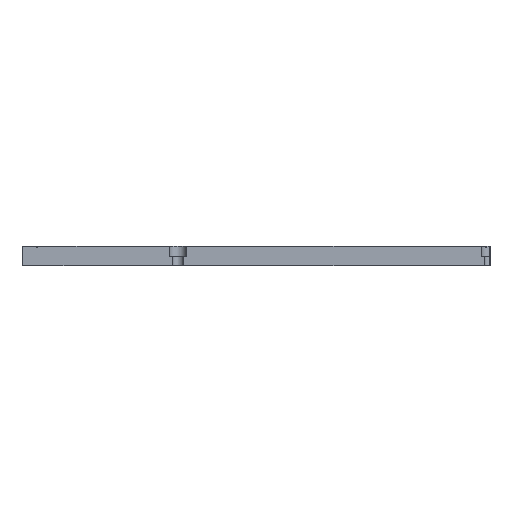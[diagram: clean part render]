
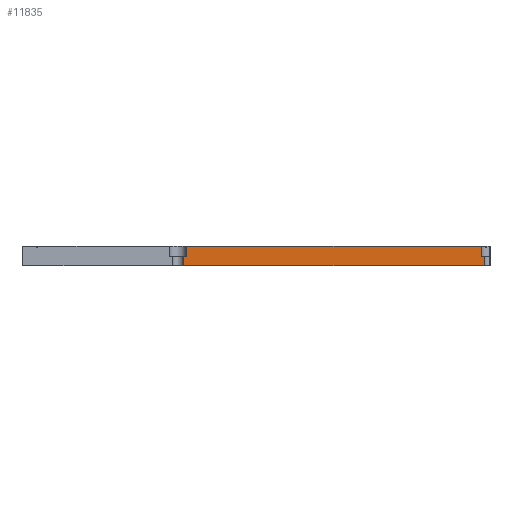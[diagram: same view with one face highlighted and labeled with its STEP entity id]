
A CAD part, left-side view. The second image highlights one B-rep face of the part: STEP entity #11835.
In plain terms, the highlighted planar face has unit normal (-1, 0, 0).
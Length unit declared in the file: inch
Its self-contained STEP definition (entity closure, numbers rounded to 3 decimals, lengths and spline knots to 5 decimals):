
#2497=FACE_OUTER_BOUND('',#3590,.T.);
#3590=EDGE_LOOP('',(#8673,#8674,#8675,#8676,#8677,#8678,#8679,#8680));
#4247=LINE('',#15366,#4657);
#4270=LINE('',#16203,#4680);
#4287=LINE('',#16709,#4697);
#4289=LINE('',#16713,#4699);
#4290=LINE('',#16715,#4700);
#4291=LINE('',#16717,#4701);
#4292=LINE('',#16718,#4702);
#4293=LINE('',#16719,#4703);
#4657=VECTOR('',#13320,0.3937);
#4680=VECTOR('',#13813,0.3937);
#4697=VECTOR('',#14312,0.3937);
#4699=VECTOR('',#14316,0.3937);
#4700=VECTOR('',#14317,0.3937);
#4701=VECTOR('',#14318,0.3937);
#4702=VECTOR('',#14319,0.3937);
#4703=VECTOR('',#14320,0.3937);
#5074=VERTEX_POINT('',#15363);
#5075=VERTEX_POINT('',#15365);
#5349=VERTEX_POINT('',#16200);
#5350=VERTEX_POINT('',#16202);
#5598=VERTEX_POINT('',#16708);
#5599=VERTEX_POINT('',#16712);
#5600=VERTEX_POINT('',#16714);
#5601=VERTEX_POINT('',#16716);
#6295=EDGE_CURVE('',#5074,#5075,#4247,.T.);
#6573=EDGE_CURVE('',#5349,#5350,#4270,.T.);
#6826=EDGE_CURVE('',#5075,#5598,#4287,.T.);
#6828=EDGE_CURVE('',#5599,#5598,#4289,.T.);
#6829=EDGE_CURVE('',#5600,#5074,#4290,.T.);
#6830=EDGE_CURVE('',#5600,#5601,#4291,.T.);
#6831=EDGE_CURVE('',#5350,#5601,#4292,.T.);
#6832=EDGE_CURVE('',#5599,#5349,#4293,.T.);
#8673=ORIENTED_EDGE('',*,*,#6828,.T.);
#8674=ORIENTED_EDGE('',*,*,#6826,.F.);
#8675=ORIENTED_EDGE('',*,*,#6295,.F.);
#8676=ORIENTED_EDGE('',*,*,#6829,.F.);
#8677=ORIENTED_EDGE('',*,*,#6830,.T.);
#8678=ORIENTED_EDGE('',*,*,#6831,.F.);
#8679=ORIENTED_EDGE('',*,*,#6573,.F.);
#8680=ORIENTED_EDGE('',*,*,#6832,.F.);
#11771=PLANE('',#12959);
#11835=ADVANCED_FACE('',(#2497),#11771,.T.);
#12959=AXIS2_PLACEMENT_3D('',#16711,#14314,#14315);
#13320=DIRECTION('',(0.,-1.,0.));
#13813=DIRECTION('',(0.,1.,0.));
#14312=DIRECTION('',(0.,0.,-1.));
#14314=DIRECTION('center_axis',(-1.,0.,0.));
#14315=DIRECTION('ref_axis',(0.,-1.,0.));
#14316=DIRECTION('',(0.,1.,0.));
#14317=DIRECTION('',(0.,0.,1.));
#14318=DIRECTION('',(0.,1.,0.));
#14319=DIRECTION('',(0.,0.,1.));
#14320=DIRECTION('',(0.,0.,-1.));
#15363=CARTESIAN_POINT('',(-5.90551,1.74681,0.5));
#15365=CARTESIAN_POINT('',(-5.90551,-5.68382,0.5));
#15366=CARTESIAN_POINT('',(-5.90551,-5.90551,0.5));
#16200=CARTESIAN_POINT('',(-5.90551,-5.76256,0.));
#16202=CARTESIAN_POINT('',(-5.90551,1.82555,0.));
#16203=CARTESIAN_POINT('',(-5.90551,-5.90551,0.));
#16708=CARTESIAN_POINT('',(-5.90551,-5.68382,0.24409));
#16709=CARTESIAN_POINT('',(-5.90551,-5.68382,0.37205));
#16711=CARTESIAN_POINT('Origin',(-5.90551,5.90551,0.));
#16712=CARTESIAN_POINT('',(-5.90551,-5.76256,0.24409));
#16713=CARTESIAN_POINT('',(-5.90551,0.,0.24409));
#16714=CARTESIAN_POINT('',(-5.90551,1.74681,0.24409));
#16715=CARTESIAN_POINT('',(-5.90551,1.74681,0.37205));
#16716=CARTESIAN_POINT('',(-5.90551,1.82555,0.24409));
#16717=CARTESIAN_POINT('',(-5.90551,3.93701,0.24409));
#16718=CARTESIAN_POINT('',(-5.90551,1.82555,0.25));
#16719=CARTESIAN_POINT('',(-5.90551,-5.76256,0.25));
